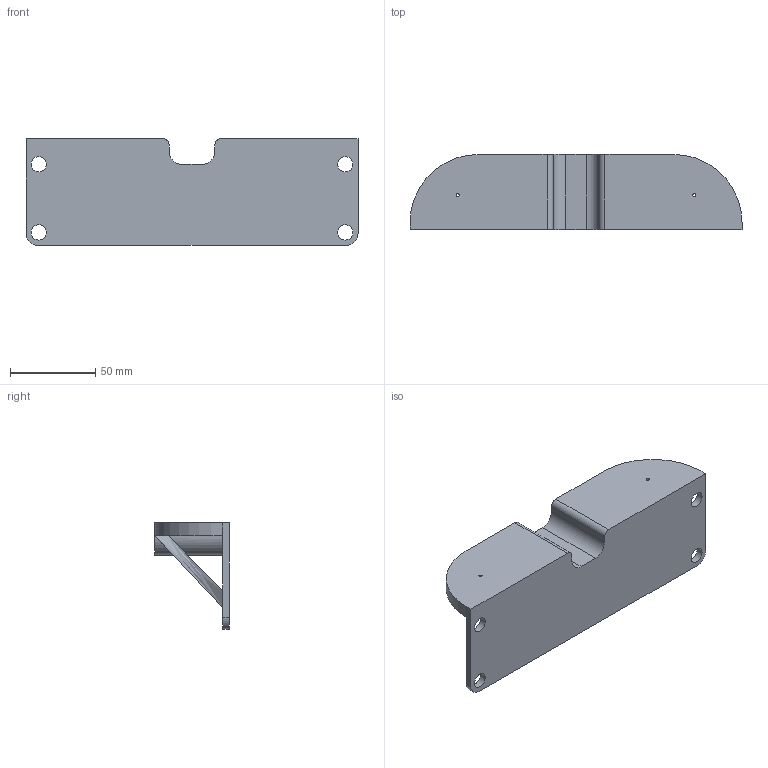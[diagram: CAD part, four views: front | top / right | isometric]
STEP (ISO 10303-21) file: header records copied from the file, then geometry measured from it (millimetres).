
FILE_DESCRIPTION(/* description */ (''),/* implementation_level */ '2;1');
FILE_NAME(/* name */ 'Nixie clock shelf v5.stp',/* time_stamp */ '2025-09-12T00:24:20+02:00',/* author */ (''),/* organization */ (''),/* preprocessor_version */ 'ST-DEVELOPER v20.1',/* originating_system */ 'Autodesk Translation Framework v14.10.0.0',/* authorisation */ '');
FILE_SCHEMA (('AUTOMOTIVE_DESIGN { 1 0 10303 214 3 1 1 }'));
Length unit declared in the file: millimetre
Products named in the file (1): Nixie clock shelf
Bounding box: 195 x 44 x 62.5 mm (x, y, z)
Volume: 107243 mm3; surface area: 45424.2 mm2
Topology: 1 solids, 1 shells, 38 faces, 111 edges, 73 vertices
Faces by surface type: plane 18, cylinder 16, bspline 4
Full cylindrical faces by diameter (mm): 1.8 x2, 9 x4
Entity records: 1406 total; most frequent: CARTESIAN_POINT 325, ORIENTED_EDGE 222, DIRECTION 209, EDGE_CURVE 111, VERTEX_POINT 73, AXIS2_PLACEMENT_3D 71, LINE 67, VECTOR 67
